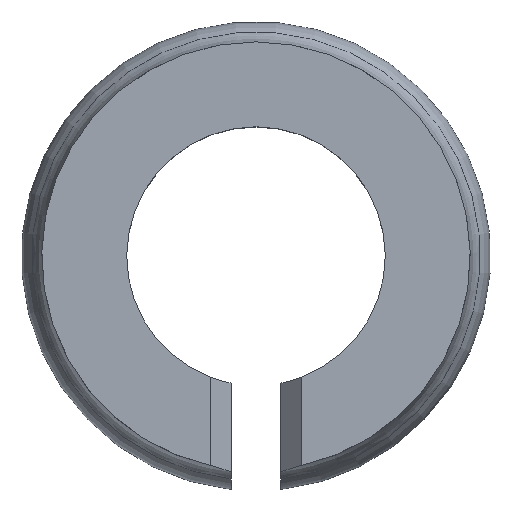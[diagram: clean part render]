
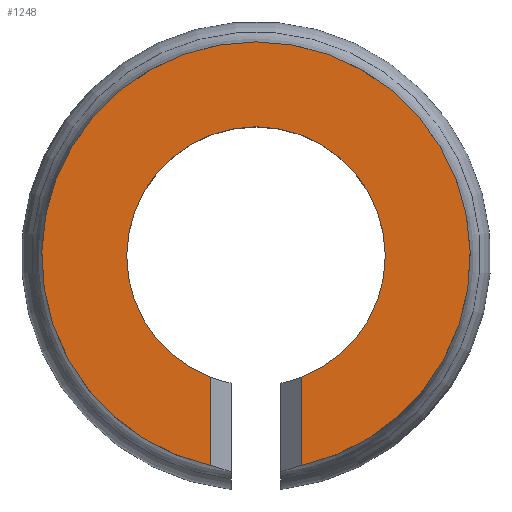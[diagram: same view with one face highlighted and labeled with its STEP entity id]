
A CAD part, top view. The second image highlights one B-rep face of the part: STEP entity #1248.
In plain terms, the highlighted planar face has unit normal (0, 0, 1).
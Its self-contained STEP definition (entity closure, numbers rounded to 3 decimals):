
#70 = CYLINDRICAL_SURFACE('',#71,5.7);
#71 = AXIS2_PLACEMENT_3D('',#72,#73,#74);
#72 = CARTESIAN_POINT('',(0.,-241.,25.));
#73 = DIRECTION('',(-0.,-0.,-1.));
#74 = DIRECTION('',(1.,0.,0.));
#97 = PLANE('',#98);
#98 = AXIS2_PLACEMENT_3D('',#99,#100,#101);
#99 = CARTESIAN_POINT('',(4.455,-251.,33.455));
#100 = DIRECTION('',(-0.707,0.,0.707)
  );
#101 = DIRECTION('',(-0.707,0.,-0.707
    ));
#759 = CYLINDRICAL_SURFACE('',#760,9.445);
#760 = AXIS2_PLACEMENT_3D('',#761,#762,#763);
#761 = CARTESIAN_POINT('',(0.,-241.,30.9));
#762 = DIRECTION('',(0.,0.,-1.));
#763 = DIRECTION('',(1.,0.,0.));
#798 = PLANE('',#799);
#799 = AXIS2_PLACEMENT_3D('',#800,#801,#802);
#800 = CARTESIAN_POINT('',(0.,-251.,29.));
#801 = DIRECTION('',(0.707,0.,0.707));
#802 = DIRECTION('',(-0.707,0.,0.707)
  );
#821 = VERTEX_POINT('',#822);
#822 = CARTESIAN_POINT('',(2.,-246.338,31.));
#850 = VERTEX_POINT('',#851);
#851 = CARTESIAN_POINT('',(2.,-250.231,31.));
#876 = EDGE_CURVE('',#821,#850,#877,.T.);
#877 = SURFACE_CURVE('',#878,(#882,#888),.PCURVE_S1.);
#878 = LINE('',#879,#880);
#879 = CARTESIAN_POINT('',(2.,-246.32,31.));
#880 = VECTOR('',#881,1.);
#881 = DIRECTION('',(0.,-1.,0.));
#882 = PCURVE('',#97,#883);
#883 = DEFINITIONAL_REPRESENTATION('',(#884),#887);
#884 = B_SPLINE_CURVE_WITH_KNOTS('',1,(#885,#886),.UNSPECIFIED.,.F.,.F.,
  (2,2),(-1.32,4.061),.PIECEWISE_BEZIER_KNOTS.);
#885 = CARTESIAN_POINT('',(3.472,-6.));
#886 = CARTESIAN_POINT('',(3.472,-0.619));
#887 = ( GEOMETRIC_REPRESENTATION_CONTEXT(2) 
PARAMETRIC_REPRESENTATION_CONTEXT() REPRESENTATION_CONTEXT('2D SPACE',''
  ) );
#888 = PCURVE('',#889,#894);
#889 = PLANE('',#890);
#890 = AXIS2_PLACEMENT_3D('',#891,#892,#893);
#891 = CARTESIAN_POINT('',(0.,-241.639,31.));
#892 = DIRECTION('',(0.,0.,1.));
#893 = DIRECTION('',(0.,1.,0.));
#894 = DEFINITIONAL_REPRESENTATION('',(#895),#898);
#895 = B_SPLINE_CURVE_WITH_KNOTS('',1,(#896,#897),.UNSPECIFIED.,.F.,.F.,
  (2,2),(-1.32,4.061),.PIECEWISE_BEZIER_KNOTS.);
#896 = CARTESIAN_POINT('',(-3.361,-2.));
#897 = CARTESIAN_POINT('',(-8.742,-2.));
#898 = ( GEOMETRIC_REPRESENTATION_CONTEXT(2) 
PARAMETRIC_REPRESENTATION_CONTEXT() REPRESENTATION_CONTEXT('2D SPACE',''
  ) );
#906 = EDGE_CURVE('',#821,#907,#909,.T.);
#907 = VERTEX_POINT('',#908);
#908 = CARTESIAN_POINT('',(-2.,-246.338,31.));
#909 = SURFACE_CURVE('',#910,(#915,#922),.PCURVE_S1.);
#910 = CIRCLE('',#911,5.7);
#911 = AXIS2_PLACEMENT_3D('',#912,#913,#914);
#912 = CARTESIAN_POINT('',(0.,-241.,31.));
#913 = DIRECTION('',(0.,0.,1.));
#914 = DIRECTION('',(1.,0.,0.));
#915 = PCURVE('',#70,#916);
#916 = DEFINITIONAL_REPRESENTATION('',(#917),#921);
#917 = LINE('',#918,#919);
#918 = CARTESIAN_POINT('',(-0.,-6.));
#919 = VECTOR('',#920,1.);
#920 = DIRECTION('',(-1.,0.));
#921 = ( GEOMETRIC_REPRESENTATION_CONTEXT(2) 
PARAMETRIC_REPRESENTATION_CONTEXT() REPRESENTATION_CONTEXT('2D SPACE',''
  ) );
#922 = PCURVE('',#889,#923);
#923 = DEFINITIONAL_REPRESENTATION('',(#924),#928);
#924 = CIRCLE('',#925,5.7);
#925 = AXIS2_PLACEMENT_2D('',#926,#927);
#926 = CARTESIAN_POINT('',(0.639,0.));
#927 = DIRECTION('',(0.,-1.));
#928 = ( GEOMETRIC_REPRESENTATION_CONTEXT(2) 
PARAMETRIC_REPRESENTATION_CONTEXT() REPRESENTATION_CONTEXT('2D SPACE',''
  ) );
#1169 = VERTEX_POINT('',#1170);
#1170 = CARTESIAN_POINT('',(-2.,-250.231,31.));
#1198 = EDGE_CURVE('',#1169,#907,#1199,.T.);
#1199 = SURFACE_CURVE('',#1200,(#1204,#1210),.PCURVE_S1.);
#1200 = LINE('',#1201,#1202);
#1201 = CARTESIAN_POINT('',(-2.,-246.32,31.));
#1202 = VECTOR('',#1203,1.);
#1203 = DIRECTION('',(0.,1.,0.));
#1204 = PCURVE('',#798,#1205);
#1205 = DEFINITIONAL_REPRESENTATION('',(#1206),#1209);
#1206 = B_SPLINE_CURVE_WITH_KNOTS('',1,(#1207,#1208),.UNSPECIFIED.,.F.,
  .F.,(2,2),(-4.061,1.32),.PIECEWISE_BEZIER_KNOTS.);
#1207 = CARTESIAN_POINT('',(2.828,-0.619));
#1208 = CARTESIAN_POINT('',(2.828,-6.));
#1209 = ( GEOMETRIC_REPRESENTATION_CONTEXT(2) 
PARAMETRIC_REPRESENTATION_CONTEXT() REPRESENTATION_CONTEXT('2D SPACE',''
  ) );
#1210 = PCURVE('',#889,#1211);
#1211 = DEFINITIONAL_REPRESENTATION('',(#1212),#1215);
#1212 = B_SPLINE_CURVE_WITH_KNOTS('',1,(#1213,#1214),.UNSPECIFIED.,.F.,
  .F.,(2,2),(-4.061,1.32),.PIECEWISE_BEZIER_KNOTS.);
#1213 = CARTESIAN_POINT('',(-8.742,2.));
#1214 = CARTESIAN_POINT('',(-3.361,2.));
#1215 = ( GEOMETRIC_REPRESENTATION_CONTEXT(2) 
PARAMETRIC_REPRESENTATION_CONTEXT() REPRESENTATION_CONTEXT('2D SPACE',''
  ) );
#1222 = EDGE_CURVE('',#1169,#850,#1223,.T.);
#1223 = SURFACE_CURVE('',#1224,(#1229,#1236),.PCURVE_S1.);
#1224 = CIRCLE('',#1225,9.445);
#1225 = AXIS2_PLACEMENT_3D('',#1226,#1227,#1228);
#1226 = CARTESIAN_POINT('',(0.,-241.,31.));
#1227 = DIRECTION('',(0.,0.,-1.));
#1228 = DIRECTION('',(1.,0.,0.));
#1229 = PCURVE('',#759,#1230);
#1230 = DEFINITIONAL_REPRESENTATION('',(#1231),#1235);
#1231 = LINE('',#1232,#1233);
#1232 = CARTESIAN_POINT('',(0.,-0.1));
#1233 = VECTOR('',#1234,1.);
#1234 = DIRECTION('',(1.,0.));
#1235 = ( GEOMETRIC_REPRESENTATION_CONTEXT(2) 
PARAMETRIC_REPRESENTATION_CONTEXT() REPRESENTATION_CONTEXT('2D SPACE',''
  ) );
#1236 = PCURVE('',#889,#1237);
#1237 = DEFINITIONAL_REPRESENTATION('',(#1238),#1246);
#1238 = ( BOUNDED_CURVE() B_SPLINE_CURVE(2,(#1239,#1240,#1241,#1242,
#1243,#1244,#1245),.UNSPECIFIED.,.T.,.F.) B_SPLINE_CURVE_WITH_KNOTS((1,2
    ,2,2,2,1),(-2.094,0.,2.094,4.189,
6.283,8.378),.UNSPECIFIED.) CURVE() 
GEOMETRIC_REPRESENTATION_ITEM() RATIONAL_B_SPLINE_CURVE((1.,0.5,1.,0.5,
1.,0.5,1.)) REPRESENTATION_ITEM('') );
#1239 = CARTESIAN_POINT('',(0.639,-9.445));
#1240 = CARTESIAN_POINT('',(-15.72,-9.445));
#1241 = CARTESIAN_POINT('',(-7.54,4.723));
#1242 = CARTESIAN_POINT('',(0.639,18.891));
#1243 = CARTESIAN_POINT('',(8.819,4.723));
#1244 = CARTESIAN_POINT('',(16.999,-9.445));
#1245 = CARTESIAN_POINT('',(0.639,-9.445));
#1246 = ( GEOMETRIC_REPRESENTATION_CONTEXT(2) 
PARAMETRIC_REPRESENTATION_CONTEXT() REPRESENTATION_CONTEXT('2D SPACE',''
  ) );
#1248 = ADVANCED_FACE('',(#1249),#889,.T.);
#1249 = FACE_BOUND('',#1250,.T.);
#1250 = EDGE_LOOP('',(#1251,#1252,#1253,#1254));
#1251 = ORIENTED_EDGE('',*,*,#906,.F.);
#1252 = ORIENTED_EDGE('',*,*,#876,.T.);
#1253 = ORIENTED_EDGE('',*,*,#1222,.F.);
#1254 = ORIENTED_EDGE('',*,*,#1198,.T.);
